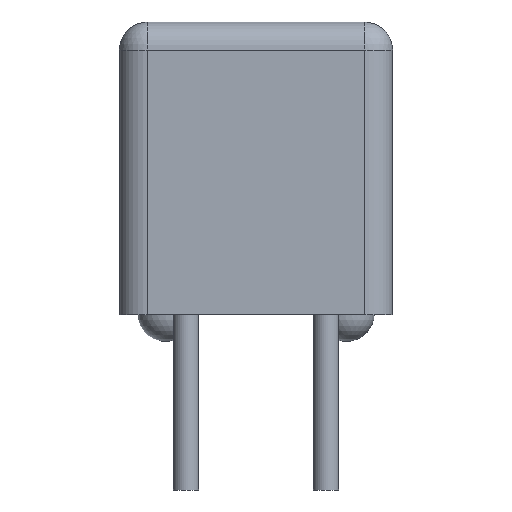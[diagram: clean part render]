
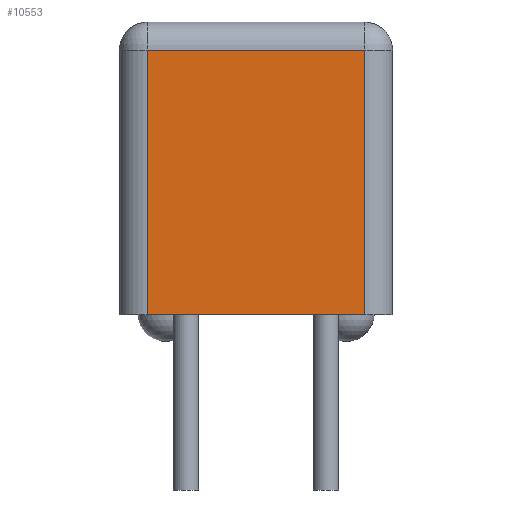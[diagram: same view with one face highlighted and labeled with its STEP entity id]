
A CAD part, left-side view. The second image highlights one B-rep face of the part: STEP entity #10553.
In plain terms, the highlighted planar face has unit normal (-1, 0, 0).
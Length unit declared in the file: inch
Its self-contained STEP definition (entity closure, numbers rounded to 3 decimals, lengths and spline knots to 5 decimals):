
#10282=CARTESIAN_POINT('',(-0.395,0.0775,0.0845));
#10283=VERTEX_POINT('',#10282);
#10313=CARTESIAN_POINT('',(-0.395,-0.0775,0.0845));
#10314=VERTEX_POINT('',#10313);
#10346=CARTESIAN_POINT('',(-0.395,-0.0775,-0.1045));
#10347=VERTEX_POINT('',#10346);
#10364=CARTESIAN_POINT('',(-0.395,-0.0775,0.0845));
#10365=DIRECTION('',(0.0,0.0,-1.0));
#10366=VECTOR('',#10365,0.189);
#10367=LINE('',#10364,#10366);
#10368=EDGE_CURVE('',#10314,#10347,#10367,.T.);
#10381=CARTESIAN_POINT('',(-0.395,0.0775,0.0845));
#10382=DIRECTION('',(0.0,-1.0,0.0));
#10383=VECTOR('',#10382,0.155);
#10384=LINE('',#10381,#10383);
#10385=EDGE_CURVE('',#10283,#10314,#10384,.T.);
#10431=CARTESIAN_POINT('',(-0.395,0.0775,-0.1045));
#10432=VERTEX_POINT('',#10431);
#10440=CARTESIAN_POINT('',(-0.395,0.0775,-0.1045));
#10441=DIRECTION('',(0.0,0.0,1.0));
#10442=VECTOR('',#10441,0.189);
#10443=LINE('',#10440,#10442);
#10444=EDGE_CURVE('',#10432,#10283,#10443,.T.);
#10537=CARTESIAN_POINT('',(-0.395,0.0,0.1045));
#10538=DIRECTION('',(-1.0,0.0,0.0));
#10539=DIRECTION('',(0.0,0.0,1.0));
#10540=AXIS2_PLACEMENT_3D('',#10537,#10538,#10539);
#10541=PLANE('',#10540);
#10542=ORIENTED_EDGE('',*,*,#10368,.F.);
#10543=ORIENTED_EDGE('',*,*,#10385,.F.);
#10544=ORIENTED_EDGE('',*,*,#10444,.F.);
#10545=CARTESIAN_POINT('',(-0.395,0.0775,-0.1045));
#10546=DIRECTION('',(0.0,-1.0,0.0));
#10547=VECTOR('',#10546,0.155);
#10548=LINE('',#10545,#10547);
#10549=EDGE_CURVE('',#10432,#10347,#10548,.T.);
#10550=ORIENTED_EDGE('',*,*,#10549,.T.);
#10551=EDGE_LOOP('',(#10542,#10543,#10544,#10550));
#10552=FACE_OUTER_BOUND('',#10551,.T.);
#10553=ADVANCED_FACE('',(#10552),#10541,.T.);
